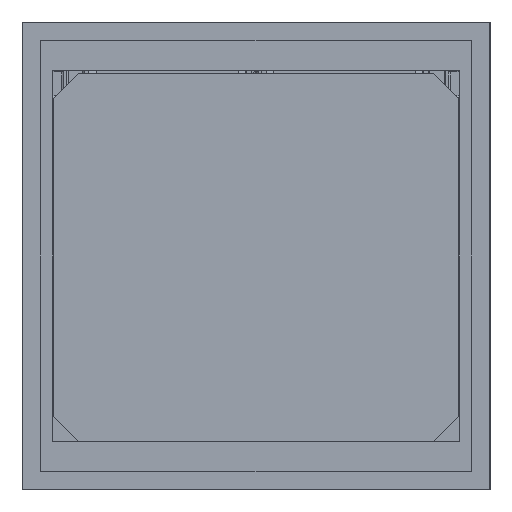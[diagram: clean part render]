
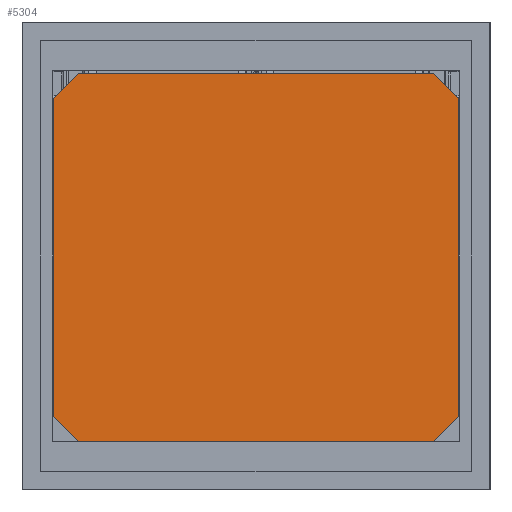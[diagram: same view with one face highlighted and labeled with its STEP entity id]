
A CAD part, front view. The second image highlights one B-rep face of the part: STEP entity #5304.
In plain terms, the highlighted face is planar.
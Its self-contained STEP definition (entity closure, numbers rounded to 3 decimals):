
#251 = AXIS2_PLACEMENT_3D ( 'NONE', #6673, #22538, #22767 ) ;
#484 = VERTEX_POINT ( 'NONE', #18195 ) ;
#1429 = CARTESIAN_POINT ( 'NONE',  ( -89.358, -114., 0. ) ) ;
#1766 = CARTESIAN_POINT ( 'NONE',  ( 89.358, -114., 0. ) ) ;
#1909 = VERTEX_POINT ( 'NONE', #5193 ) ;
#2055 = CARTESIAN_POINT ( 'NONE',  ( 103.5, -99.858, 0. ) ) ;
#2881 = VECTOR ( 'NONE', #3700, 1000. ) ;
#3247 = CARTESIAN_POINT ( 'NONE',  ( -89.358, 114., 0. ) ) ;
#3471 = EDGE_CURVE ( 'NONE', #5669, #484, #14248, .T. ) ;
#3472 = LINE ( 'NONE', #3247, #11833 ) ;
#3700 = DIRECTION ( 'NONE',  ( 0.707, -0.707, 0. ) ) ;
#3742 = ORIENTED_EDGE ( 'NONE', *, *, #20898, .F. ) ;
#4785 = DIRECTION ( 'NONE',  ( 1., 0., 0. ) ) ;
#4922 = PLANE ( 'NONE',  #251 ) ;
#4944 = ORIENTED_EDGE ( 'NONE', *, *, #15332, .T. ) ;
#5193 = CARTESIAN_POINT ( 'NONE',  ( -103.5, 99.858, 0. ) ) ;
#5234 = EDGE_CURVE ( 'NONE', #17194, #22144, #6443, .T. ) ;
#5304 = ADVANCED_FACE ( 'NONE', ( #19526 ), #4922, .F. ) ;
#5357 = EDGE_CURVE ( 'NONE', #484, #22144, #15483, .T. ) ;
#5669 = VERTEX_POINT ( 'NONE', #1766 ) ;
#6077 = EDGE_CURVE ( 'NONE', #1909, #8910, #3472, .T. ) ;
#6443 = LINE ( 'NONE', #7940, #20621 ) ;
#6673 = CARTESIAN_POINT ( 'NONE',  ( 103.5, -114., 0. ) ) ;
#7058 = LINE ( 'NONE', #16095, #14160 ) ;
#7940 = CARTESIAN_POINT ( 'NONE',  ( 103.5, 99.858, 0. ) ) ;
#8001 = VECTOR ( 'NONE', #4785, 1000. ) ;
#8571 = LINE ( 'NONE', #12296, #2881 ) ;
#8705 = ORIENTED_EDGE ( 'NONE', *, *, #5357, .T. ) ;
#8727 = EDGE_LOOP ( 'NONE', ( #12835, #8705, #10409, #3742, #10841, #14287, #20144, #4944 ) ) ;
#8903 = DIRECTION ( 'NONE',  ( 1., 0., 0. ) ) ;
#8910 = VERTEX_POINT ( 'NONE', #17477 ) ;
#9722 = EDGE_CURVE ( 'NONE', #14148, #13011, #8571, .T. ) ;
#9802 = DIRECTION ( 'NONE',  ( 0., -1., 0. ) ) ;
#9933 = VECTOR ( 'NONE', #9802, 1000. ) ;
#10409 = ORIENTED_EDGE ( 'NONE', *, *, #5234, .F. ) ;
#10841 = ORIENTED_EDGE ( 'NONE', *, *, #6077, .F. ) ;
#11555 = CARTESIAN_POINT ( 'NONE',  ( -103.5, -99.858, 0. ) ) ;
#11833 = VECTOR ( 'NONE', #15657, 1000. ) ;
#12296 = CARTESIAN_POINT ( 'NONE',  ( -89.358, -114., 0. ) ) ;
#12835 = ORIENTED_EDGE ( 'NONE', *, *, #3471, .T. ) ;
#13011 = VERTEX_POINT ( 'NONE', #1429 ) ;
#13372 = CARTESIAN_POINT ( 'NONE',  ( 89.358, 114., 0. ) ) ;
#14148 = VERTEX_POINT ( 'NONE', #16041 ) ;
#14160 = VECTOR ( 'NONE', #8903, 1000. ) ;
#14248 = LINE ( 'NONE', #2055, #22564 ) ;
#14287 = ORIENTED_EDGE ( 'NONE', *, *, #22758, .T. ) ;
#15099 = VECTOR ( 'NONE', #19296, 1000. ) ;
#15332 = EDGE_CURVE ( 'NONE', #13011, #5669, #7058, .T. ) ;
#15456 = CARTESIAN_POINT ( 'NONE',  ( 103.5, 99.858, 0. ) ) ;
#15483 = LINE ( 'NONE', #19067, #15099 ) ;
#15657 = DIRECTION ( 'NONE',  ( 0.707, 0.707, 0. ) ) ;
#16041 = CARTESIAN_POINT ( 'NONE',  ( -103.5, -99.858, 0. ) ) ;
#16095 = CARTESIAN_POINT ( 'NONE',  ( 89.358, -114., 0. ) ) ;
#16758 = DIRECTION ( 'NONE',  ( 0.707, -0.707, 0. ) ) ;
#16843 = LINE ( 'NONE', #13372, #8001 ) ;
#17194 = VERTEX_POINT ( 'NONE', #22187 ) ;
#17477 = CARTESIAN_POINT ( 'NONE',  ( -89.358, 114., 0. ) ) ;
#18195 = CARTESIAN_POINT ( 'NONE',  ( 103.5, -99.858, 0. ) ) ;
#19067 = CARTESIAN_POINT ( 'NONE',  ( 103.5, 0., 0. ) ) ;
#19296 = DIRECTION ( 'NONE',  ( 0., 1., 0. ) ) ;
#19526 = FACE_OUTER_BOUND ( 'NONE', #8727, .T. ) ;
#20144 = ORIENTED_EDGE ( 'NONE', *, *, #9722, .T. ) ;
#20345 = LINE ( 'NONE', #11555, #9933 ) ;
#20621 = VECTOR ( 'NONE', #16758, 1000. ) ;
#20898 = EDGE_CURVE ( 'NONE', #8910, #17194, #16843, .T. ) ;
#21299 = DIRECTION ( 'NONE',  ( 0.707, 0.707, 0. ) ) ;
#22144 = VERTEX_POINT ( 'NONE', #15456 ) ;
#22187 = CARTESIAN_POINT ( 'NONE',  ( 89.358, 114., 0. ) ) ;
#22538 = DIRECTION ( 'NONE',  ( 0., 0., -1. ) ) ;
#22564 = VECTOR ( 'NONE', #21299, 1000. ) ;
#22758 = EDGE_CURVE ( 'NONE', #1909, #14148, #20345, .T. ) ;
#22767 = DIRECTION ( 'NONE',  ( -1., 0., 0. ) ) ;
